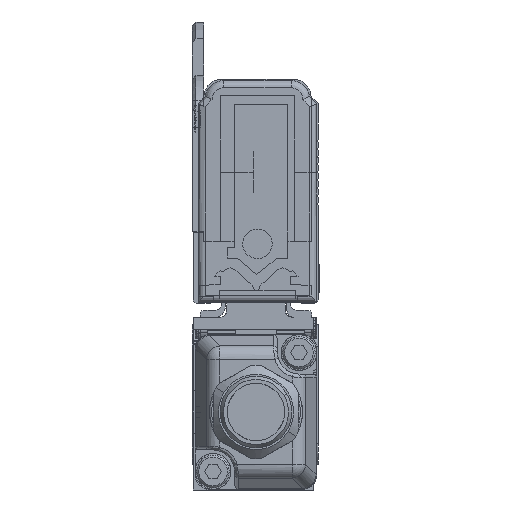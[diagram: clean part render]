
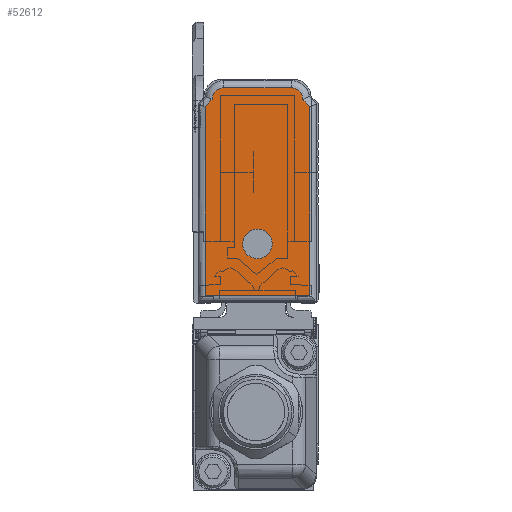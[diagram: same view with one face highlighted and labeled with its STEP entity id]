
A CAD part, front view. The second image highlights one B-rep face of the part: STEP entity #52612.
In plain terms, the highlighted planar face has unit normal (0, -1, 0).
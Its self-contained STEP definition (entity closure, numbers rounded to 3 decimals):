
#52373=AXIS2_PLACEMENT_3D('Circle Axis2P3D',#52371,#52372,$) ;
#52414=AXIS2_PLACEMENT_3D('Circle Axis2P3D',#52412,#52413,$) ;
#52582=AXIS2_PLACEMENT_3D('Plane Axis2P3D',#52579,#52580,#52581) ;
#52596=AXIS2_PLACEMENT_3D('Circle Axis2P3D',#52594,#52595,$) ;
#52605=AXIS2_PLACEMENT_3D('Circle Axis2P3D',#52603,#52604,$) ;
#51767=CARTESIAN_POINT('Vertex',(7.3,0.,18.886)) ;
#51777=CARTESIAN_POINT('Vertex',(6.33,0.,19.855)) ;
#51780=CARTESIAN_POINT('Line Origine',(6.963,0.,19.222)) ;
#51810=CARTESIAN_POINT('Vertex',(7.3,0.,-7.5)) ;
#51813=CARTESIAN_POINT('Line Origine',(7.3,0.,5.39)) ;
#51843=CARTESIAN_POINT('Vertex',(-7.3,0.,-7.5)) ;
#51846=CARTESIAN_POINT('Line Origine',(0.,0.,-7.5)) ;
#51870=CARTESIAN_POINT('Vertex',(-7.3,0.,18.886)) ;
#51873=CARTESIAN_POINT('Line Origine',(-7.3,0.,5.39)) ;
#52368=CARTESIAN_POINT('Vertex',(4.731,0.,21.5)) ;
#52371=CARTESIAN_POINT('Axis2P3D Location',(4.731,0.,19.9)) ;
#52392=CARTESIAN_POINT('Vertex',(-4.731,0.,21.5)) ;
#52395=CARTESIAN_POINT('Line Origine',(0.,0.,21.5)) ;
#52412=CARTESIAN_POINT('Axis2P3D Location',(-4.731,0.,19.9)) ;
#52416=CARTESIAN_POINT('Vertex',(-6.33,0.,19.855)) ;
#52439=CARTESIAN_POINT('Line Origine',(-6.963,0.,19.222)) ;
#52579=CARTESIAN_POINT('Axis2P3D Location',(0.,0.,0.)) ;
#52594=CARTESIAN_POINT('Axis2P3D Location',(0.,0.,-0.3)) ;
#52598=CARTESIAN_POINT('Vertex',(-1.814,0.,0.691)) ;
#52600=CARTESIAN_POINT('Vertex',(1.814,0.,-1.291)) ;
#52603=CARTESIAN_POINT('Axis2P3D Location',(0.,0.,-0.3)) ;
#51781=DIRECTION('Vector Direction',(-0.707,0.,0.707)) ;
#51814=DIRECTION('Vector Direction',(0.,0.,1.)) ;
#51847=DIRECTION('Vector Direction',(1.,0.,0.)) ;
#51874=DIRECTION('Vector Direction',(0.,0.,-1.)) ;
#52372=DIRECTION('Axis2P3D Direction',(0.,1.,-0.)) ;
#52396=DIRECTION('Vector Direction',(-1.,0.,0.)) ;
#52413=DIRECTION('Axis2P3D Direction',(-0.,1.,0.)) ;
#52440=DIRECTION('Vector Direction',(0.707,0.,0.707)) ;
#52580=DIRECTION('Axis2P3D Direction',(0.,1.,0.)) ;
#52581=DIRECTION('Axis2P3D XDirection',(0.,0.,1.)) ;
#52595=DIRECTION('Axis2P3D Direction',(0.,1.,0.)) ;
#52604=DIRECTION('Axis2P3D Direction',(0.,1.,0.)) ;
#51782=VECTOR('Line Direction',#51781,1.) ;
#51815=VECTOR('Line Direction',#51814,1.) ;
#51848=VECTOR('Line Direction',#51847,1.) ;
#51875=VECTOR('Line Direction',#51874,1.) ;
#52397=VECTOR('Line Direction',#52396,1.) ;
#52441=VECTOR('Line Direction',#52440,1.) ;
#52585=ORIENTED_EDGE('',*,*,#51784,.F.) ;
#52586=ORIENTED_EDGE('',*,*,#52375,.F.) ;
#52587=ORIENTED_EDGE('',*,*,#52399,.F.) ;
#52588=ORIENTED_EDGE('',*,*,#52418,.F.) ;
#52589=ORIENTED_EDGE('',*,*,#52443,.F.) ;
#52590=ORIENTED_EDGE('',*,*,#51877,.F.) ;
#52591=ORIENTED_EDGE('',*,*,#51850,.F.) ;
#52592=ORIENTED_EDGE('',*,*,#51817,.F.) ;
#52609=ORIENTED_EDGE('',*,*,#52602,.T.) ;
#52610=ORIENTED_EDGE('',*,*,#52607,.T.) ;
#52611=FACE_BOUND('',#52608,.T.) ;
#52612=ADVANCED_FACE('\X2\FF8EFF9EFF83FF9EFF68FF70\X0\.2',(#52593,#52611),#52583,.F.) ;
#52374=CIRCLE('generated circle',#52373,1.6) ;
#52415=CIRCLE('generated circle',#52414,1.6) ;
#52597=CIRCLE('generated circle',#52596,2.067) ;
#52606=CIRCLE('generated circle',#52605,2.067) ;
#51784=EDGE_CURVE('',#51778,#51768,#51783,.F.) ;
#51817=EDGE_CURVE('',#51768,#51811,#51816,.F.) ;
#51850=EDGE_CURVE('',#51811,#51844,#51849,.F.) ;
#51877=EDGE_CURVE('',#51844,#51871,#51876,.F.) ;
#52375=EDGE_CURVE('',#52369,#51778,#52374,.T.) ;
#52399=EDGE_CURVE('',#52393,#52369,#52398,.F.) ;
#52418=EDGE_CURVE('',#52417,#52393,#52415,.T.) ;
#52443=EDGE_CURVE('',#51871,#52417,#52442,.T.) ;
#52602=EDGE_CURVE('',#52599,#52601,#52597,.T.) ;
#52607=EDGE_CURVE('',#52601,#52599,#52606,.T.) ;
#52584=EDGE_LOOP('',(#52585,#52586,#52587,#52588,#52589,#52590,#52591,#52592)) ;
#52608=EDGE_LOOP('',(#52609,#52610)) ;
#52593=FACE_OUTER_BOUND('',#52584,.T.) ;
#51783=LINE('Line',#51780,#51782) ;
#51816=LINE('Line',#51813,#51815) ;
#51849=LINE('Line',#51846,#51848) ;
#51876=LINE('Line',#51873,#51875) ;
#52398=LINE('Line',#52395,#52397) ;
#52442=LINE('Line',#52439,#52441) ;
#52583=PLANE('Plane',#52582) ;
#51768=VERTEX_POINT('',#51767) ;
#51778=VERTEX_POINT('',#51777) ;
#51811=VERTEX_POINT('',#51810) ;
#51844=VERTEX_POINT('',#51843) ;
#51871=VERTEX_POINT('',#51870) ;
#52369=VERTEX_POINT('',#52368) ;
#52393=VERTEX_POINT('',#52392) ;
#52417=VERTEX_POINT('',#52416) ;
#52599=VERTEX_POINT('',#52598) ;
#52601=VERTEX_POINT('',#52600) ;
